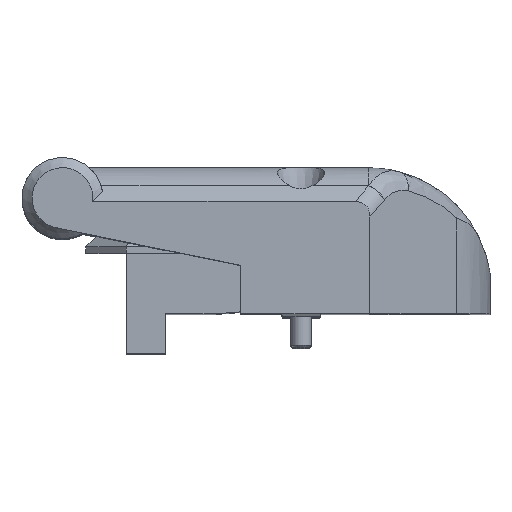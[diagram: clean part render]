
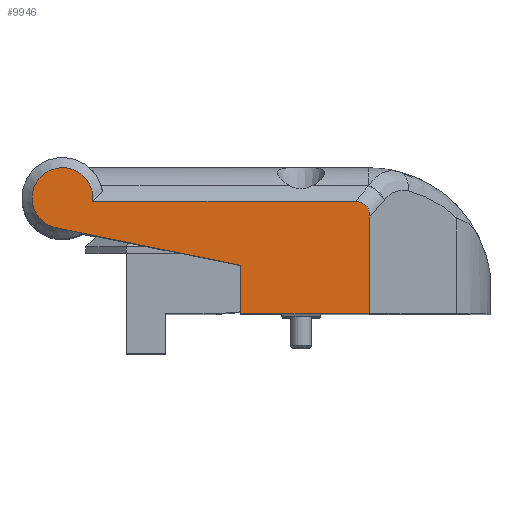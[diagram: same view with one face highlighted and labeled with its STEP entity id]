
A CAD part, top view. The second image highlights one B-rep face of the part: STEP entity #9946.
In plain terms, the highlighted planar face has unit normal (0, 0, 1).
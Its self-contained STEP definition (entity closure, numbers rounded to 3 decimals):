
#576=ELLIPSE('',#10761,4.933,3.);
#851=CIRCLE('',#10771,4.5);
#1318=FACE_OUTER_BOUND('',#1936,.T.);
#1936=EDGE_LOOP('',(#7690,#7691,#7692,#7693,#7694,#7695,#7696,#7697,#7698));
#2801=LINE('',#15275,#3681);
#2803=LINE('',#15281,#3683);
#2830=LINE('',#15334,#3710);
#2838=LINE('',#15355,#3718);
#2841=LINE('',#15363,#3721);
#2843=LINE('',#15368,#3723);
#2849=LINE('',#15504,#3729);
#3681=VECTOR('',#12450,10.);
#3683=VECTOR('',#12454,10.);
#3710=VECTOR('',#12501,10.);
#3718=VECTOR('',#12521,10.);
#3721=VECTOR('',#12526,10.);
#3723=VECTOR('',#12530,10.);
#3729=VECTOR('',#12564,10.);
#4432=VERTEX_POINT('',#15259);
#4439=VERTEX_POINT('',#15273);
#4440=VERTEX_POINT('',#15277);
#4442=VERTEX_POINT('',#15280);
#4464=VERTEX_POINT('',#15352);
#4465=VERTEX_POINT('',#15354);
#4467=VERTEX_POINT('',#15365);
#4475=VERTEX_POINT('',#15394);
#4480=VERTEX_POINT('',#15503);
#5565=EDGE_CURVE('',#4439,#4432,#2801,.T.);
#5567=EDGE_CURVE('',#4440,#4442,#2803,.T.);
#5594=EDGE_CURVE('',#4432,#4440,#2830,.T.);
#5604=EDGE_CURVE('',#4464,#4465,#2838,.T.);
#5608=EDGE_CURVE('',#4442,#4464,#2841,.T.);
#5610=EDGE_CURVE('',#4467,#4439,#2843,.T.);
#5618=EDGE_CURVE('',#4475,#4467,#576,.T.);
#5630=EDGE_CURVE('',#4480,#4475,#2849,.T.);
#5631=EDGE_CURVE('',#4465,#4480,#851,.T.);
#7690=ORIENTED_EDGE('',*,*,#5604,.F.);
#7691=ORIENTED_EDGE('',*,*,#5608,.F.);
#7692=ORIENTED_EDGE('',*,*,#5567,.F.);
#7693=ORIENTED_EDGE('',*,*,#5594,.F.);
#7694=ORIENTED_EDGE('',*,*,#5565,.F.);
#7695=ORIENTED_EDGE('',*,*,#5610,.F.);
#7696=ORIENTED_EDGE('',*,*,#5618,.F.);
#7697=ORIENTED_EDGE('',*,*,#5630,.F.);
#7698=ORIENTED_EDGE('',*,*,#5631,.F.);
#9556=PLANE('',#10770);
#9946=ADVANCED_FACE('',(#1318),#9556,.T.);
#10761=AXIS2_PLACEMENT_3D('',#15395,#12541,#12542);
#10770=AXIS2_PLACEMENT_3D('',#15502,#12562,#12563);
#10771=AXIS2_PLACEMENT_3D('',#15505,#12565,#12566);
#12450=DIRECTION('',(-1.,0.,0.));
#12454=DIRECTION('',(-1.,0.,0.));
#12501=DIRECTION('',(-1.,0.,0.));
#12521=DIRECTION('',(-0.98,0.2,0.));
#12526=DIRECTION('',(0.,1.,0.));
#12530=DIRECTION('',(0.,-1.,0.));
#12541=DIRECTION('center_axis',(0.,0.,-1.));
#12542=DIRECTION('ref_axis',(0.643,0.766,0.));
#12562=DIRECTION('center_axis',(0.,0.,1.));
#12563=DIRECTION('ref_axis',(1.,0.,0.));
#12564=DIRECTION('',(1.,0.,0.));
#12565=DIRECTION('center_axis',(0.,0.,-1.));
#12566=DIRECTION('ref_axis',(1.,0.,0.));
#15259=CARTESIAN_POINT('',(403.507,39.,219.));
#15273=CARTESIAN_POINT('',(410.7,39.,219.));
#15275=CARTESIAN_POINT('',(393.041,39.,219.));
#15277=CARTESIAN_POINT('',(397.507,39.,219.));
#15280=CARTESIAN_POINT('',(391.507,39.,219.));
#15281=CARTESIAN_POINT('',(393.041,39.,219.));
#15334=CARTESIAN_POINT('',(393.041,39.,219.));
#15352=CARTESIAN_POINT('',(391.507,46.155,219.));
#15354=CARTESIAN_POINT('',(364.243,51.714,219.));
#15355=CARTESIAN_POINT('',(378.843,48.737,219.));
#15363=CARTESIAN_POINT('',(391.507,48.734,219.));
#15365=CARTESIAN_POINT('',(410.7,53.309,219.));
#15368=CARTESIAN_POINT('',(410.7,42.,219.));
#15394=CARTESIAN_POINT('',(408.564,55.623,219.));
#15395=CARTESIAN_POINT('Origin',(406.784,51.381,219.));
#15502=CARTESIAN_POINT('Origin',(394.575,51.312,219.));
#15503=CARTESIAN_POINT('',(369.615,55.623,219.));
#15504=CARTESIAN_POINT('',(402.541,55.623,219.));
#15505=CARTESIAN_POINT('Origin',(365.142,56.123,219.));
